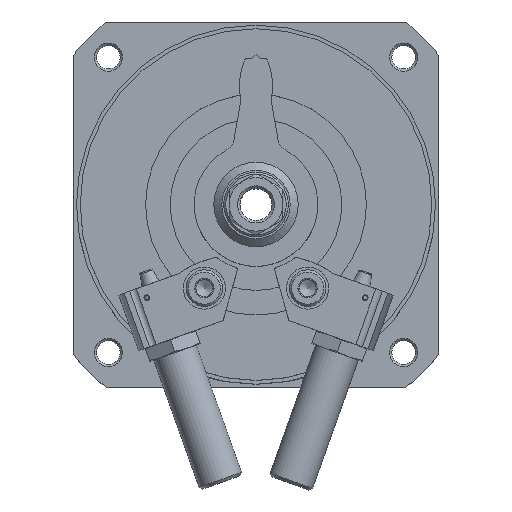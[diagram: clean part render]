
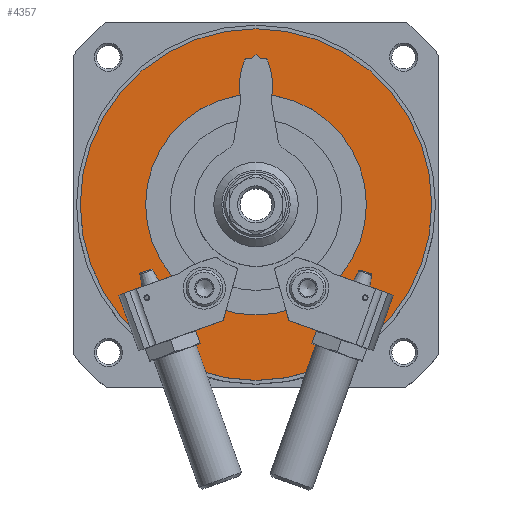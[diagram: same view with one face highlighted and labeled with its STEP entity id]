
A CAD part, top view. The second image highlights one B-rep face of the part: STEP entity #4357.
In plain terms, the highlighted face is planar.
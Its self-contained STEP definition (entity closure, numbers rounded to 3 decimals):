
#188=PLANE('',#5010);
#870=ORIENTED_EDGE('',*,*,#1960,.F.);
#871=ORIENTED_EDGE('',*,*,#1961,.T.);
#1960=EDGE_CURVE('',#2515,#2515,#2935,.T.);
#1961=EDGE_CURVE('',#2516,#2516,#2936,.T.);
#2515=VERTEX_POINT('',#7224);
#2516=VERTEX_POINT('',#7226);
#2935=CIRCLE('',#5011,62.5);
#2936=CIRCLE('',#5012,39.25);
#3256=EDGE_LOOP('',(#870));
#3257=EDGE_LOOP('',(#871));
#3767=FACE_BOUND('',#3256,.T.);
#3768=FACE_BOUND('',#3257,.T.);
#4357=ADVANCED_FACE('',(#3767,#3768),#188,.F.);
#5010=AXIS2_PLACEMENT_3D('',#7222,#5717,#5718);
#5011=AXIS2_PLACEMENT_3D('',#7223,#5719,#5720);
#5012=AXIS2_PLACEMENT_3D('',#7225,#5721,#5722);
#5717=DIRECTION('',(1.,0.,0.));
#5718=DIRECTION('',(0.,0.,-1.));
#5719=DIRECTION('',(1.,0.,0.));
#5720=DIRECTION('',(0.,0.,-1.));
#5721=DIRECTION('',(1.,0.,0.));
#5722=DIRECTION('',(0.,0.,-1.));
#7222=CARTESIAN_POINT('',(-69.,0.,0.));
#7223=CARTESIAN_POINT('',(-69.,0.,0.));
#7224=CARTESIAN_POINT('',(-69.,0.,-62.5));
#7225=CARTESIAN_POINT('',(-69.,0.,0.));
#7226=CARTESIAN_POINT('',(-69.,0.,-39.25));
